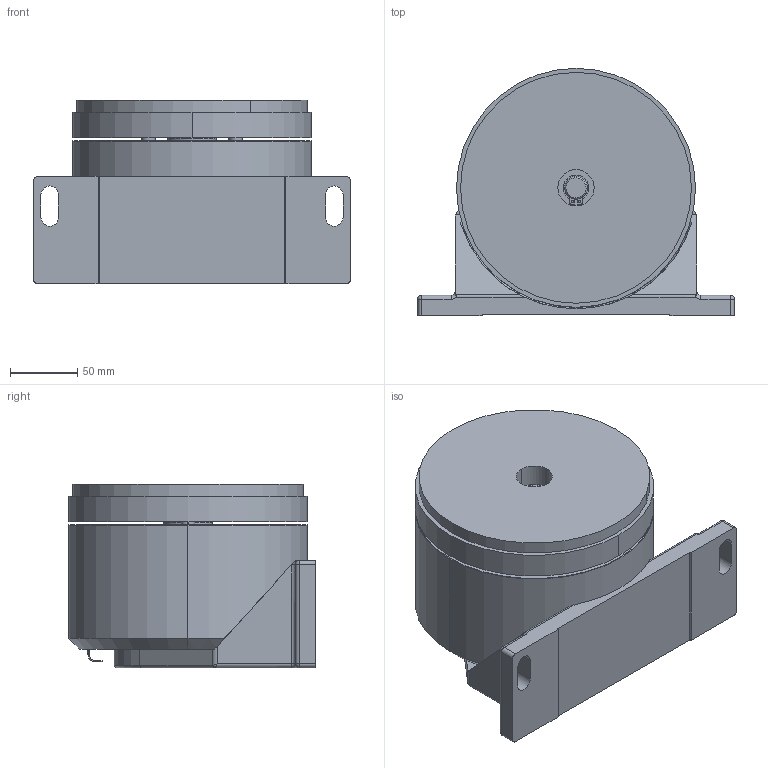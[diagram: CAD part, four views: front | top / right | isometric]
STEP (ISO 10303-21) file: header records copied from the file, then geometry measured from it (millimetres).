
FILE_DESCRIPTION (( 'STEP AP203' ), '1' );
FILE_NAME ('NGB-80(Web—p).STEP', '2025-12-22T02:56:53', ( '' ), ( '' ), 'SwSTEP 2.0', 'SolidWorks 2024', '' );
FILE_SCHEMA (( 'CONFIG_CONTROL_DESIGN' ));
Length unit declared in the file: millimetre
Products named in the file (1): NGB-80(Web用)
Bounding box: 236 x 184 x 136.9 mm (x, y, z)
Volume: 3520078.5 mm3; surface area: 231417.4 mm2
Topology: 1 solids, 1 shells, 250 faces, 610 edges, 373 vertices
Faces by surface type: cylinder 107, plane 97, cone 23, torus 15, bspline 4, sphere 4
Entity records: 7523 total; most frequent: CARTESIAN_POINT 1464, DIRECTION 1338, ORIENTED_EDGE 1196, EDGE_CURVE 598, AXIS2_PLACEMENT_3D 519, VERTEX_POINT 373, VECTOR 300, LINE 300
